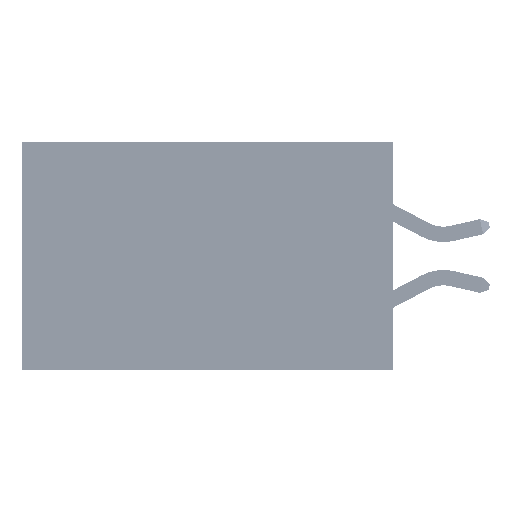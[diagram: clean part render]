
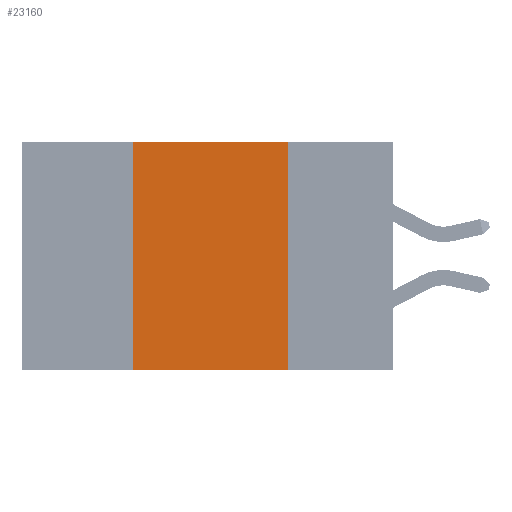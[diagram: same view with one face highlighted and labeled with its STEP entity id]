
A CAD part, left-side view. The second image highlights one B-rep face of the part: STEP entity #23160.
In plain terms, the highlighted planar face has unit normal (-1, 0, 0).
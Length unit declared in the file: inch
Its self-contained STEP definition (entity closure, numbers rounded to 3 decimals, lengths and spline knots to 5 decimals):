
#240 = ORIENTED_EDGE ( 'NONE', *, *, #19043, .F. ) ;
#2921 = ORIENTED_EDGE ( 'NONE', *, *, #11325, .F. ) ;
#3390 = EDGE_LOOP ( 'NONE', ( #2921, #27793, #240, #11365 ) ) ;
#3871 = CARTESIAN_POINT ( 'NONE',  ( 0., 0.17, 0. ) ) ;
#5405 = VECTOR ( 'NONE', #17155, 39.37008 ) ;
#7003 = VERTEX_POINT ( 'NONE', #39666 ) ;
#7761 = AXIS2_PLACEMENT_3D ( 'NONE', #15668, #23186, #45197 ) ;
#9408 = LINE ( 'NONE', #31911, #5405 ) ;
#11325 = EDGE_CURVE ( 'NONE', #7003, #46063, #36123, .T. ) ;
#11365 = ORIENTED_EDGE ( 'NONE', *, *, #14159, .T. ) ;
#12321 = VECTOR ( 'NONE', #45295, 39.37008 ) ;
#14159 = EDGE_CURVE ( 'NONE', #33532, #46063, #22113, .T. ) ;
#15610 = CARTESIAN_POINT ( 'NONE',  ( 0., 0.6, 0. ) ) ;
#15668 = CARTESIAN_POINT ( 'NONE',  ( 0., 0.6, 0. ) ) ;
#17155 = DIRECTION ( 'NONE',  ( 0., 0., 1. ) ) ;
#18444 = DIRECTION ( 'NONE',  ( 0., 0., -1. ) ) ;
#18682 = CARTESIAN_POINT ( 'NONE',  ( 0., 0.42, 0. ) ) ;
#19043 = EDGE_CURVE ( 'NONE', #33532, #44485, #9408, .T. ) ;
#19835 = VECTOR ( 'NONE', #31644, 39.37008 ) ;
#22113 = LINE ( 'NONE', #24089, #19835 ) ;
#23160 = ADVANCED_FACE ( 'NONE', ( #26685 ), #29942, .F. ) ;
#23186 = DIRECTION ( 'NONE',  ( 1., 0., 0. ) ) ;
#24089 = CARTESIAN_POINT ( 'NONE',  ( 0., 0.6, -0.37 ) ) ;
#26656 = LINE ( 'NONE', #15610, #12321 ) ;
#26685 = FACE_OUTER_BOUND ( 'NONE', #3390, .T. ) ;
#27793 = ORIENTED_EDGE ( 'NONE', *, *, #28010, .F. ) ;
#28010 = EDGE_CURVE ( 'NONE', #44485, #7003, #26656, .T. ) ;
#29942 = PLANE ( 'NONE',  #7761 ) ;
#30739 = CARTESIAN_POINT ( 'NONE',  ( 0., 0.42, -0.37 ) ) ;
#31644 = DIRECTION ( 'NONE',  ( 0., -1., 0. ) ) ;
#31911 = CARTESIAN_POINT ( 'NONE',  ( 0., 0.42, 0. ) ) ;
#33532 = VERTEX_POINT ( 'NONE', #30739 ) ;
#36123 = LINE ( 'NONE', #3871, #47107 ) ;
#39666 = CARTESIAN_POINT ( 'NONE',  ( 0., 0.17, 0. ) ) ;
#42512 = CARTESIAN_POINT ( 'NONE',  ( 0., 0.17, -0.37 ) ) ;
#44485 = VERTEX_POINT ( 'NONE', #18682 ) ;
#45197 = DIRECTION ( 'NONE',  ( 0., 0., -1. ) ) ;
#45295 = DIRECTION ( 'NONE',  ( 0., -1., 0. ) ) ;
#46063 = VERTEX_POINT ( 'NONE', #42512 ) ;
#47107 = VECTOR ( 'NONE', #18444, 39.37008 ) ;
